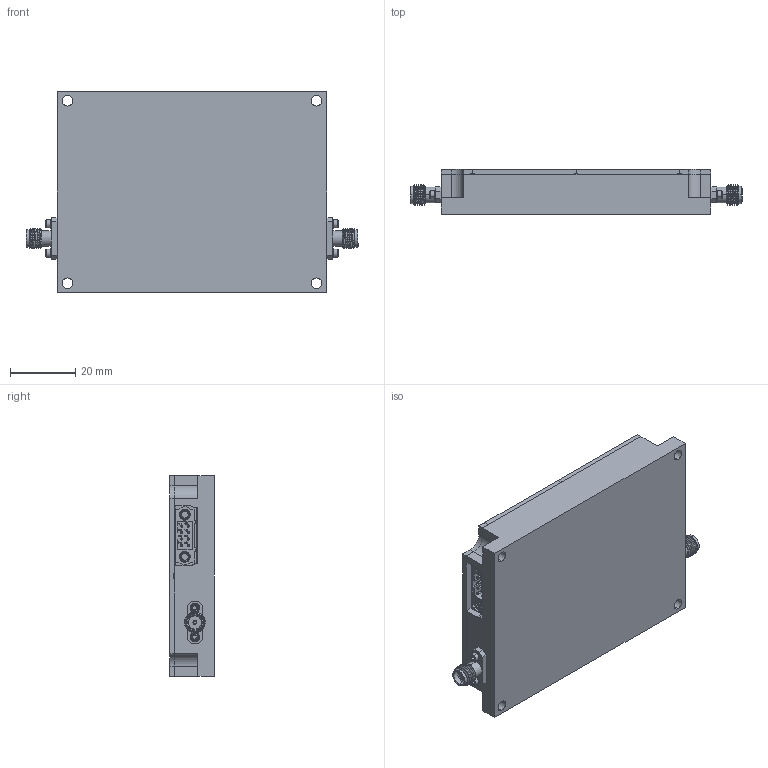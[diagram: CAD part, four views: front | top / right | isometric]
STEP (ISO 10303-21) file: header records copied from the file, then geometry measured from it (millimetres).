
FILE_DESCRIPTION (( 'STEP AP214' ), '1' );
FILE_NAME ('PE15A5086_3D.STEP', '2021-03-23T12:58:01', ( '' ), ( '' ), 'SwSTEP 2.0', 'SolidWorks 2020', '' );
FILE_SCHEMA (( 'AUTOMOTIVE_DESIGN' ));
Length unit declared in the file: inch
Products named in the file (1): PE15A5086_3D
Bounding box: 101.6 x 13.77 x 61.47 mm (x, y, z)
Volume: 67834.2 mm3; surface area: 15687.8 mm2
Topology: 1 solids, 7 shells, 967 faces, 2508 edges, 1618 vertices
Faces by surface type: plane 405, cylinder 255, cone 144, bspline 141, sphere 16, torus 6
Entity records: 46812 total; most frequent: CARTESIAN_POINT 25199, ORIENTED_EDGE 4936, DIRECTION 3854, EDGE_CURVE 2468, VERTEX_POINT 1602, AXIS2_PLACEMENT_3D 1361, VECTOR 1132, LINE 1132
